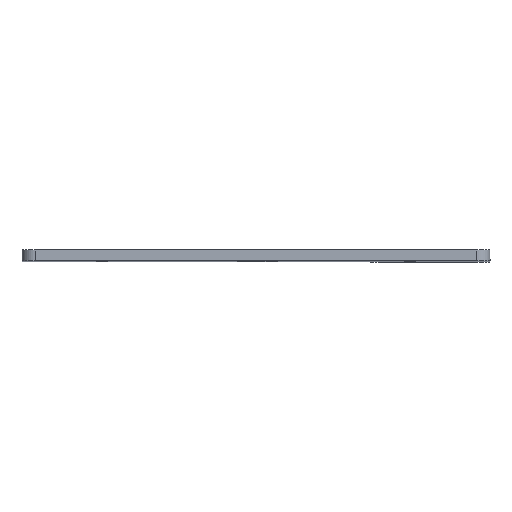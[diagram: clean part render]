
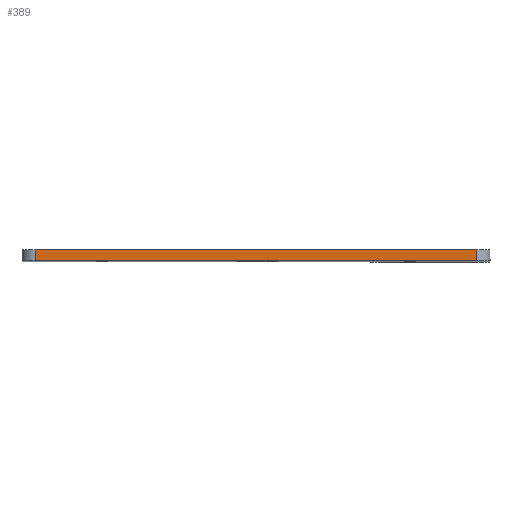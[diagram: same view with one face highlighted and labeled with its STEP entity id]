
A CAD part, top view. The second image highlights one B-rep face of the part: STEP entity #389.
In plain terms, the highlighted planar face has unit normal (0, 0, 1).
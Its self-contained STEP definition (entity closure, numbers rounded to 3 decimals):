
#105 = VECTOR ( 'NONE', #838, 1000. ) ;
#198 = CARTESIAN_POINT ( 'NONE',  ( 48., 4., 125. ) ) ;
#374 = LINE ( 'NONE', #926, #1862 ) ;
#389 = ADVANCED_FACE ( 'NONE', ( #2205 ), #520, .F. ) ;
#409 = CARTESIAN_POINT ( 'NONE',  ( -118., 4., 125. ) ) ;
#520 = PLANE ( 'NONE',  #2376 ) ;
#540 = EDGE_CURVE ( 'NONE', #1057, #1913, #374, .T. ) ;
#565 = EDGE_CURVE ( 'NONE', #1225, #1913, #740, .T. ) ;
#612 = VECTOR ( 'NONE', #707, 1000. ) ;
#665 = LINE ( 'NONE', #1275, #612 ) ;
#683 = CARTESIAN_POINT ( 'NONE',  ( -53., 4., 125. ) ) ;
#700 = LINE ( 'NONE', #2349, #105 ) ;
#707 = DIRECTION ( 'NONE',  ( 1., 0., 0. ) ) ;
#710 = CARTESIAN_POINT ( 'NONE',  ( 48., 0., 125. ) ) ;
#740 = LINE ( 'NONE', #1107, #1900 ) ;
#838 = DIRECTION ( 'NONE',  ( 0., -1., 0. ) ) ;
#926 = CARTESIAN_POINT ( 'NONE',  ( -123., 4., 125. ) ) ;
#1057 = VERTEX_POINT ( 'NONE', #409 ) ;
#1096 = DIRECTION ( 'NONE',  ( 1., 0., 0. ) ) ;
#1107 = CARTESIAN_POINT ( 'NONE',  ( 48., 4., 125. ) ) ;
#1147 = EDGE_CURVE ( 'NONE', #1057, #1959, #700, .T. ) ;
#1225 = VERTEX_POINT ( 'NONE', #710 ) ;
#1275 = CARTESIAN_POINT ( 'NONE',  ( -53., 0., 125. ) ) ;
#1404 = DIRECTION ( 'NONE',  ( -1., 0., 0. ) ) ;
#1494 = ORIENTED_EDGE ( 'NONE', *, *, #540, .F. ) ;
#1696 = EDGE_CURVE ( 'NONE', #1959, #1225, #665, .T. ) ;
#1797 = EDGE_LOOP ( 'NONE', ( #1494, #2184, #2117, #2119 ) ) ;
#1862 = VECTOR ( 'NONE', #1096, 1000. ) ;
#1868 = DIRECTION ( 'NONE',  ( 0., 1., 0. ) ) ;
#1900 = VECTOR ( 'NONE', #1868, 1000. ) ;
#1913 = VERTEX_POINT ( 'NONE', #198 ) ;
#1953 = DIRECTION ( 'NONE',  ( 0., 0., -1. ) ) ;
#1959 = VERTEX_POINT ( 'NONE', #2407 ) ;
#2117 = ORIENTED_EDGE ( 'NONE', *, *, #1696, .T. ) ;
#2119 = ORIENTED_EDGE ( 'NONE', *, *, #565, .T. ) ;
#2184 = ORIENTED_EDGE ( 'NONE', *, *, #1147, .T. ) ;
#2205 = FACE_OUTER_BOUND ( 'NONE', #1797, .T. ) ;
#2349 = CARTESIAN_POINT ( 'NONE',  ( -118., 4., 125. ) ) ;
#2376 = AXIS2_PLACEMENT_3D ( 'NONE', #683, #1953, #1404 ) ;
#2407 = CARTESIAN_POINT ( 'NONE',  ( -118., 0., 125. ) ) ;
